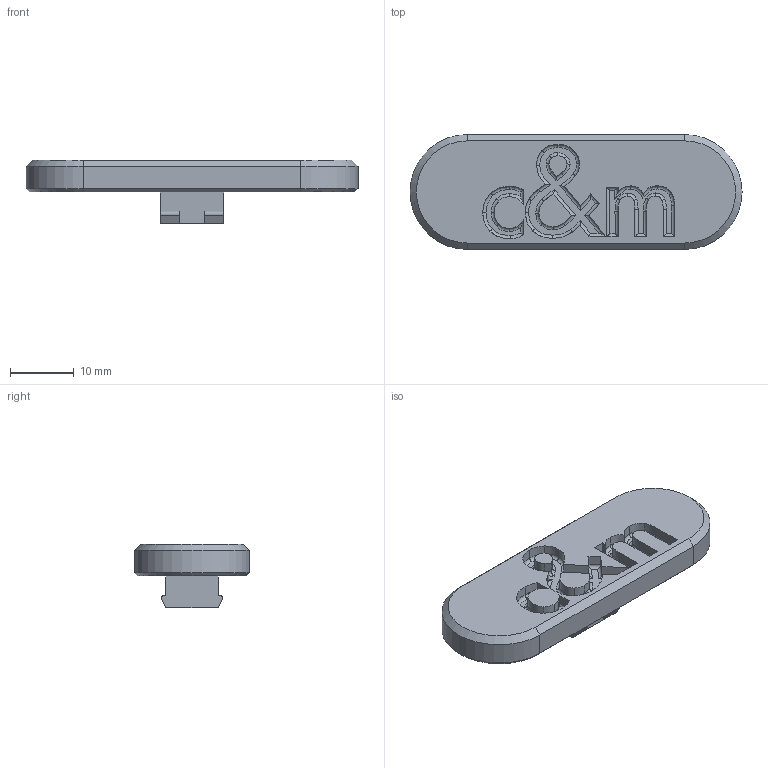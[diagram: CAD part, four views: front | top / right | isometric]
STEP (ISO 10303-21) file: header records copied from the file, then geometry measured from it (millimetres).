
FILE_DESCRIPTION(/* description */ (''),/* implementation_level */ '2;1');
FILE_NAME(/* name */ 'Amazonbasics Shredder Switch v1.step',/* time_stamp */ '2024-04-27T18:08:27-07:00',/* author */ (''),/* organization */ (''),/* preprocessor_version */ 'ST-DEVELOPER v20',/* originating_system */ 'Autodesk Translation Framework v12.20.1.177',/* authorisation */ '');
FILE_SCHEMA (('AUTOMOTIVE_DESIGN { 1 0 10303 214 3 1 1 }'));
Length unit declared in the file: millimetre
Products named in the file (1): Amazonbasics Shredder Switch
Bounding box: 52 x 18 x 10 mm (x, y, z)
Volume: 4159.9 mm3; surface area: 2885.4 mm2
Topology: 1 solids, 1 shells, 195 faces, 471 edges, 285 vertices
Faces by surface type: bspline 104, plane 58, cylinder 29, cone 4
Entity records: 10558 total; most frequent: CARTESIAN_POINT 6741, ORIENTED_EDGE 942, EDGE_CURVE 471, DIRECTION 470, VERTEX_POINT 285, LINE 224, VECTOR 224, B_SPLINE_CURVE_WITH_KNOTS 216
